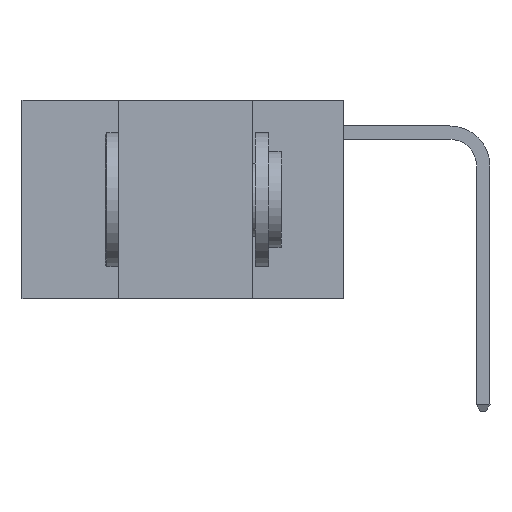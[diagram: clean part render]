
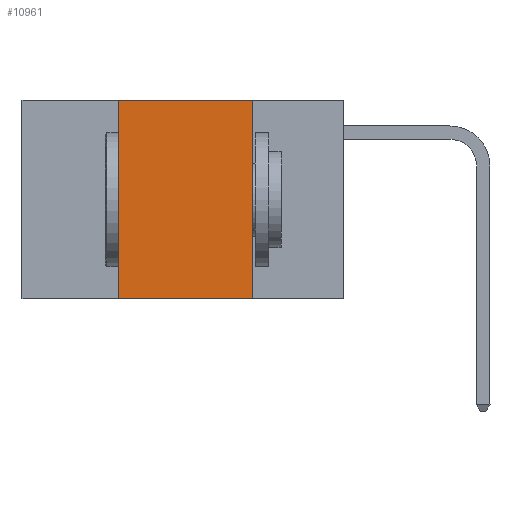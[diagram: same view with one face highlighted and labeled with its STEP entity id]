
A CAD part, left-side view. The second image highlights one B-rep face of the part: STEP entity #10961.
In plain terms, the highlighted planar face has unit normal (-1, 0, 0).
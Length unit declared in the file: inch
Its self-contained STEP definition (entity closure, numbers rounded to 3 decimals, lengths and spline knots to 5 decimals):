
#438 = CARTESIAN_POINT ( 'NONE',  ( 0., 0.42, 0. ) ) ;
#484 = DIRECTION ( 'NONE',  ( 0., 0., -1. ) ) ;
#492 = DIRECTION ( 'NONE',  ( 1., 0., 0. ) ) ;
#497 = PLANE ( 'NONE',  #5028 ) ;
#506 = CARTESIAN_POINT ( 'NONE',  ( 0., 0.6, 0. ) ) ;
#582 = CARTESIAN_POINT ( 'NONE',  ( 0., 0.17, -0.37 ) ) ;
#1139 = EDGE_CURVE ( 'NONE', #10972, #5691, #2998, .T. ) ;
#1592 = VECTOR ( 'NONE', #9432, 39.37008 ) ;
#1939 = VERTEX_POINT ( 'NONE', #582 ) ;
#1953 = LINE ( 'NONE', #9445, #1592 ) ;
#2213 = CARTESIAN_POINT ( 'NONE',  ( 0., 0.42, -0.37 ) ) ;
#2998 = LINE ( 'NONE', #7406, #7983 ) ;
#4837 = FACE_OUTER_BOUND ( 'NONE', #11568, .T. ) ;
#5028 = AXIS2_PLACEMENT_3D ( 'NONE', #506, #492, #484 ) ;
#5674 = EDGE_CURVE ( 'NONE', #6245, #1939, #1953, .T. ) ;
#5691 = VERTEX_POINT ( 'NONE', #9238 ) ;
#6245 = VERTEX_POINT ( 'NONE', #2213 ) ;
#6626 = VECTOR ( 'NONE', #12578, 39.37008 ) ;
#6646 = LINE ( 'NONE', #12678, #6626 ) ;
#7406 = CARTESIAN_POINT ( 'NONE',  ( 0., 0.6, 0. ) ) ;
#7563 = DIRECTION ( 'NONE',  ( 0., -1., 0. ) ) ;
#7608 = EDGE_CURVE ( 'NONE', #6245, #10972, #9643, .T. ) ;
#7983 = VECTOR ( 'NONE', #7563, 39.37008 ) ;
#8144 = DIRECTION ( 'NONE',  ( 0., 0., 1. ) ) ;
#8175 = CARTESIAN_POINT ( 'NONE',  ( 0., 0.42, 0. ) ) ;
#8280 = EDGE_CURVE ( 'NONE', #5691, #1939, #6646, .T. ) ;
#9238 = CARTESIAN_POINT ( 'NONE',  ( 0., 0.17, 0. ) ) ;
#9432 = DIRECTION ( 'NONE',  ( 0., -1., 0. ) ) ;
#9445 = CARTESIAN_POINT ( 'NONE',  ( 0., 0.6, -0.37 ) ) ;
#9473 = VECTOR ( 'NONE', #8144, 39.37008 ) ;
#9643 = LINE ( 'NONE', #8175, #9473 ) ;
#10961 = ADVANCED_FACE ( 'NONE', ( #4837 ), #497, .F. ) ;
#10972 = VERTEX_POINT ( 'NONE', #438 ) ;
#11123 = ORIENTED_EDGE ( 'NONE', *, *, #7608, .F. ) ;
#11568 = EDGE_LOOP ( 'NONE', ( #12198, #12259, #11123, #11662 ) ) ;
#11662 = ORIENTED_EDGE ( 'NONE', *, *, #5674, .T. ) ;
#12198 = ORIENTED_EDGE ( 'NONE', *, *, #8280, .F. ) ;
#12259 = ORIENTED_EDGE ( 'NONE', *, *, #1139, .F. ) ;
#12578 = DIRECTION ( 'NONE',  ( 0., 0., -1. ) ) ;
#12678 = CARTESIAN_POINT ( 'NONE',  ( 0., 0.17, 0. ) ) ;
